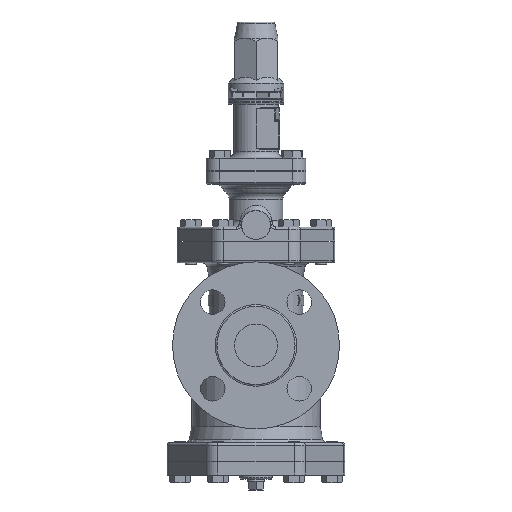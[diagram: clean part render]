
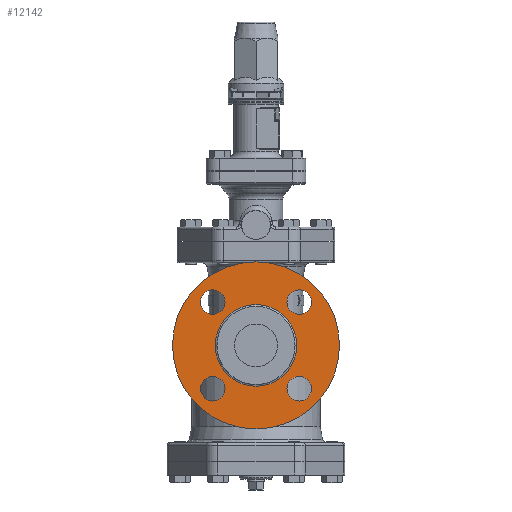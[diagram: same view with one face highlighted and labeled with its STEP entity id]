
A CAD part, left-side view. The second image highlights one B-rep face of the part: STEP entity #12142.
In plain terms, the highlighted planar face has unit normal (-1, 0, 0).
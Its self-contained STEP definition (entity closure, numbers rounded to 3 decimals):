
#1143=FACE_BOUND('',#3003,.T.);
#1144=FACE_BOUND('',#3004,.T.);
#1145=FACE_BOUND('',#3005,.T.);
#1146=FACE_BOUND('',#3006,.T.);
#1147=FACE_BOUND('',#3007,.T.);
#1460=CIRCLE('',#13110,78.);
#1464=CIRCLE('',#13115,38.1);
#1465=CIRCLE('',#13117,11.5);
#1466=CIRCLE('',#13118,11.5);
#1467=CIRCLE('',#13119,11.5);
#1468=CIRCLE('',#13120,11.5);
#2102=FACE_OUTER_BOUND('',#3002,.T.);
#3002=EDGE_LOOP('',(#9101));
#3003=EDGE_LOOP('',(#9102));
#3004=EDGE_LOOP('',(#9103));
#3005=EDGE_LOOP('',(#9104));
#3006=EDGE_LOOP('',(#9105));
#3007=EDGE_LOOP('',(#9106));
#5479=VERTEX_POINT('',#20170);
#5533=VERTEX_POINT('',#22240);
#5534=VERTEX_POINT('',#22243);
#5535=VERTEX_POINT('',#22245);
#5536=VERTEX_POINT('',#22247);
#5537=VERTEX_POINT('',#22249);
#6798=EDGE_CURVE('',#5479,#5479,#1460,.T.);
#6856=EDGE_CURVE('',#5533,#5533,#1464,.T.);
#6857=EDGE_CURVE('',#5534,#5534,#1465,.T.);
#6858=EDGE_CURVE('',#5535,#5535,#1466,.T.);
#6859=EDGE_CURVE('',#5536,#5536,#1467,.T.);
#6860=EDGE_CURVE('',#5537,#5537,#1468,.T.);
#9101=ORIENTED_EDGE('',*,*,#6798,.F.);
#9102=ORIENTED_EDGE('',*,*,#6857,.F.);
#9103=ORIENTED_EDGE('',*,*,#6858,.F.);
#9104=ORIENTED_EDGE('',*,*,#6859,.F.);
#9105=ORIENTED_EDGE('',*,*,#6860,.F.);
#9106=ORIENTED_EDGE('',*,*,#6856,.F.);
#11716=PLANE('',#13116);
#12142=ADVANCED_FACE('',(#2102,#1143,#1144,#1145,#1146,#1147),#11716,.F.);
#13110=AXIS2_PLACEMENT_3D('',#20171,#15051,#15052);
#13115=AXIS2_PLACEMENT_3D('',#22241,#15061,#15062);
#13116=AXIS2_PLACEMENT_3D('',#22242,#15063,#15064);
#13117=AXIS2_PLACEMENT_3D('',#22244,#15065,#15066);
#13118=AXIS2_PLACEMENT_3D('',#22246,#15067,#15068);
#13119=AXIS2_PLACEMENT_3D('',#22248,#15069,#15070);
#13120=AXIS2_PLACEMENT_3D('',#22250,#15071,#15072);
#15051=DIRECTION('center_axis',(1.,0.,0.));
#15052=DIRECTION('ref_axis',(0.,0.,1.));
#15061=DIRECTION('center_axis',(-1.,0.,0.));
#15062=DIRECTION('ref_axis',(0.,0.,1.));
#15063=DIRECTION('center_axis',(1.,0.,0.));
#15064=DIRECTION('ref_axis',(0.,0.,-1.));
#15065=DIRECTION('center_axis',(-1.,0.,0.));
#15066=DIRECTION('ref_axis',(0.,-1.,0.));
#15067=DIRECTION('center_axis',(-1.,0.,0.));
#15068=DIRECTION('ref_axis',(0.,0.,1.));
#15069=DIRECTION('center_axis',(-1.,0.,0.));
#15070=DIRECTION('ref_axis',(0.,1.,0.));
#15071=DIRECTION('center_axis',(-1.,0.,0.));
#15072=DIRECTION('ref_axis',(0.,0.,-1.));
#20170=CARTESIAN_POINT('',(-110.4,0.,30.));
#20171=CARTESIAN_POINT('Origin',(-110.4,0.,108.));
#22240=CARTESIAN_POINT('',(-110.4,0.,69.9));
#22241=CARTESIAN_POINT('Origin',(-110.4,0.,108.));
#22242=CARTESIAN_POINT('Origin',(-110.4,0.,108.));
#22243=CARTESIAN_POINT('',(-110.4,40.411,56.089));
#22244=CARTESIAN_POINT('Origin',(-110.4,40.411,67.589));
#22245=CARTESIAN_POINT('',(-110.4,-40.411,56.089));
#22246=CARTESIAN_POINT('Origin',(-110.4,-40.411,67.589));
#22247=CARTESIAN_POINT('',(-110.4,-40.411,136.911));
#22248=CARTESIAN_POINT('Origin',(-110.4,-40.411,148.411));
#22249=CARTESIAN_POINT('',(-110.4,40.411,136.911));
#22250=CARTESIAN_POINT('Origin',(-110.4,40.411,148.411));
